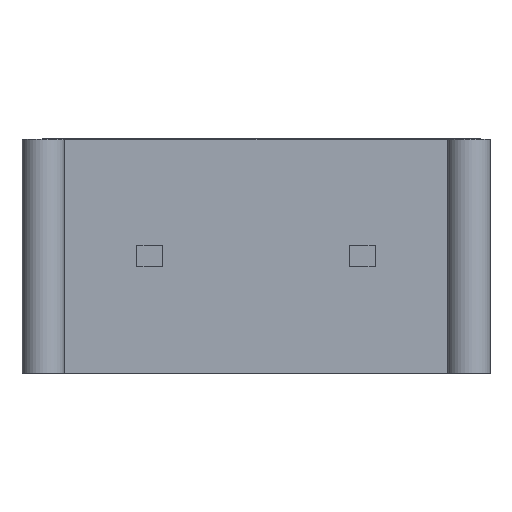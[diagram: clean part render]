
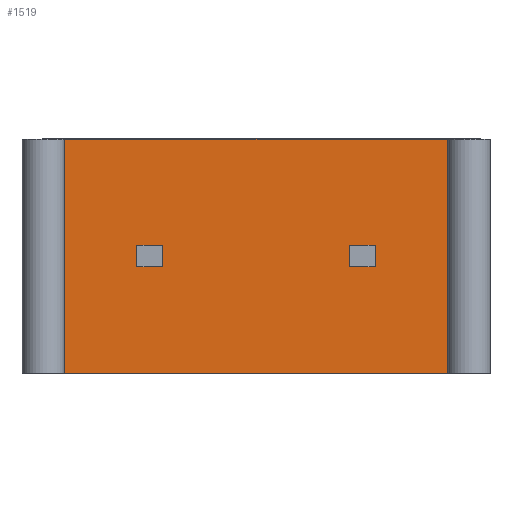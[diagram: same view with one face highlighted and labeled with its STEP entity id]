
A CAD part, front view. The second image highlights one B-rep face of the part: STEP entity #1519.
In plain terms, the highlighted planar face has unit normal (0, -1, 0).
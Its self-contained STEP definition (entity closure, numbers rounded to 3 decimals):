
#77 = VERTEX_POINT ( 'NONE', #404 ) ;
#100 = VERTEX_POINT ( 'NONE', #1937 ) ;
#142 = DIRECTION ( 'NONE',  ( 0., 1., 0. ) ) ;
#162 = CARTESIAN_POINT ( 'NONE',  ( 10., 0., 0. ) ) ;
#163 = PLANE ( 'NONE',  #2187 ) ;
#188 = EDGE_CURVE ( 'NONE', #2259, #816, #2303, .T. ) ;
#289 = CARTESIAN_POINT ( 'NONE',  ( 8.3, 0., 3. ) ) ;
#293 = LINE ( 'NONE', #2257, #438 ) ;
#304 = LINE ( 'NONE', #2545, #873 ) ;
#333 = CARTESIAN_POINT ( 'NONE',  ( 1., 0., 5.5 ) ) ;
#368 = DIRECTION ( 'NONE',  ( 0., 0., 1. ) ) ;
#404 = CARTESIAN_POINT ( 'NONE',  ( 10., 0., 0. ) ) ;
#438 = VECTOR ( 'NONE', #564, 1000. ) ;
#458 = DIRECTION ( 'NONE',  ( -1., 0., 0. ) ) ;
#564 = DIRECTION ( 'NONE',  ( 0., 0., -1. ) ) ;
#623 = VERTEX_POINT ( 'NONE', #1285 ) ;
#639 = CARTESIAN_POINT ( 'NONE',  ( 0., 0., 0. ) ) ;
#641 = EDGE_CURVE ( 'NONE', #1522, #2612, #304, .T. ) ;
#703 = CARTESIAN_POINT ( 'NONE',  ( 3.3, 0., 2.5 ) ) ;
#741 = DIRECTION ( 'NONE',  ( 1., 0., 0. ) ) ;
#778 = LINE ( 'NONE', #2728, #2675 ) ;
#807 = CARTESIAN_POINT ( 'NONE',  ( 10., 0., 5.5 ) ) ;
#816 = VERTEX_POINT ( 'NONE', #2251 ) ;
#819 = VECTOR ( 'NONE', #1252, 1000. ) ;
#873 = VECTOR ( 'NONE', #2120, 1000. ) ;
#874 = VERTEX_POINT ( 'NONE', #2271 ) ;
#888 = VECTOR ( 'NONE', #2499, 1000. ) ;
#895 = ORIENTED_EDGE ( 'NONE', *, *, #2015, .F. ) ;
#909 = DIRECTION ( 'NONE',  ( 1., 0., 0. ) ) ;
#948 = ORIENTED_EDGE ( 'NONE', *, *, #2295, .T. ) ;
#959 = VECTOR ( 'NONE', #1142, 1000. ) ;
#965 = CARTESIAN_POINT ( 'NONE',  ( 1., 0., 0. ) ) ;
#966 = VECTOR ( 'NONE', #741, 1000. ) ;
#992 = VERTEX_POINT ( 'NONE', #2009 ) ;
#1007 = ORIENTED_EDGE ( 'NONE', *, *, #1165, .T. ) ;
#1046 = CARTESIAN_POINT ( 'NONE',  ( 7.7, 0., 2.75 ) ) ;
#1094 = LINE ( 'NONE', #965, #1556 ) ;
#1103 = FACE_OUTER_BOUND ( 'NONE', #1623, .T. ) ;
#1122 = LINE ( 'NONE', #1240, #1157 ) ;
#1142 = DIRECTION ( 'NONE',  ( 1., 0., 0. ) ) ;
#1157 = VECTOR ( 'NONE', #1469, 1000. ) ;
#1165 = EDGE_CURVE ( 'NONE', #100, #2739, #1441, .T. ) ;
#1185 = CARTESIAN_POINT ( 'NONE',  ( 8.3, 0., 2.5 ) ) ;
#1240 = CARTESIAN_POINT ( 'NONE',  ( 8.3, 0., 2.5 ) ) ;
#1252 = DIRECTION ( 'NONE',  ( 0., 0., 1. ) ) ;
#1285 = CARTESIAN_POINT ( 'NONE',  ( 2.7, 0., 2.5 ) ) ;
#1293 = ORIENTED_EDGE ( 'NONE', *, *, #641, .F. ) ;
#1309 = EDGE_CURVE ( 'NONE', #2739, #874, #1696, .T. ) ;
#1346 = ORIENTED_EDGE ( 'NONE', *, *, #188, .F. ) ;
#1441 = LINE ( 'NONE', #1046, #1791 ) ;
#1469 = DIRECTION ( 'NONE',  ( 0., 0., -1. ) ) ;
#1485 = DIRECTION ( 'NONE',  ( 0., 0., 1. ) ) ;
#1519 = ADVANCED_FACE ( 'NONE', ( #2800, #1103, #1814 ), #163, .F. ) ;
#1522 = VERTEX_POINT ( 'NONE', #333 ) ;
#1532 = LINE ( 'NONE', #703, #959 ) ;
#1556 = VECTOR ( 'NONE', #2442, 1000. ) ;
#1570 = EDGE_LOOP ( 'NONE', ( #1346, #2253, #2208, #1693 ) ) ;
#1623 = EDGE_LOOP ( 'NONE', ( #948, #1293, #895, #1705 ) ) ;
#1672 = EDGE_CURVE ( 'NONE', #623, #992, #1532, .T. ) ;
#1693 = ORIENTED_EDGE ( 'NONE', *, *, #2134, .F. ) ;
#1696 = LINE ( 'NONE', #289, #966 ) ;
#1705 = ORIENTED_EDGE ( 'NONE', *, *, #1903, .T. ) ;
#1754 = VECTOR ( 'NONE', #909, 1000. ) ;
#1791 = VECTOR ( 'NONE', #1485, 1000. ) ;
#1797 = EDGE_LOOP ( 'NONE', ( #2517, #1007, #2330, #2196 ) ) ;
#1803 = LINE ( 'NONE', #162, #819 ) ;
#1814 = FACE_BOUND ( 'NONE', #1570, .T. ) ;
#1903 = EDGE_CURVE ( 'NONE', #2124, #77, #1940, .T. ) ;
#1937 = CARTESIAN_POINT ( 'NONE',  ( 7.7, 0., 2.5 ) ) ;
#1940 = LINE ( 'NONE', #639, #1754 ) ;
#2009 = CARTESIAN_POINT ( 'NONE',  ( 3.3, 0., 2.5 ) ) ;
#2015 = EDGE_CURVE ( 'NONE', #2124, #1522, #1094, .T. ) ;
#2047 = CARTESIAN_POINT ( 'NONE',  ( 7.7, 0., 3. ) ) ;
#2064 = DIRECTION ( 'NONE',  ( 0., 0., 1. ) ) ;
#2079 = CARTESIAN_POINT ( 'NONE',  ( 3.3, 0., 3. ) ) ;
#2120 = DIRECTION ( 'NONE',  ( 1., 0., 0. ) ) ;
#2124 = VERTEX_POINT ( 'NONE', #2706 ) ;
#2134 = EDGE_CURVE ( 'NONE', #816, #623, #293, .T. ) ;
#2187 = AXIS2_PLACEMENT_3D ( 'NONE', #2311, #142, #2064 ) ;
#2196 = ORIENTED_EDGE ( 'NONE', *, *, #2204, .T. ) ;
#2204 = EDGE_CURVE ( 'NONE', #874, #2560, #1122, .T. ) ;
#2208 = ORIENTED_EDGE ( 'NONE', *, *, #1672, .F. ) ;
#2234 = VECTOR ( 'NONE', #458, 1000. ) ;
#2251 = CARTESIAN_POINT ( 'NONE',  ( 2.7, 0., 3. ) ) ;
#2253 = ORIENTED_EDGE ( 'NONE', *, *, #2689, .F. ) ;
#2257 = CARTESIAN_POINT ( 'NONE',  ( 2.7, 0., 2.5 ) ) ;
#2259 = VERTEX_POINT ( 'NONE', #2079 ) ;
#2271 = CARTESIAN_POINT ( 'NONE',  ( 8.3, 0., 3. ) ) ;
#2295 = EDGE_CURVE ( 'NONE', #77, #2612, #1803, .T. ) ;
#2303 = LINE ( 'NONE', #2619, #2234 ) ;
#2311 = CARTESIAN_POINT ( 'NONE',  ( 0., 0., 5.5 ) ) ;
#2330 = ORIENTED_EDGE ( 'NONE', *, *, #1309, .T. ) ;
#2370 = EDGE_CURVE ( 'NONE', #2560, #100, #2715, .T. ) ;
#2442 = DIRECTION ( 'NONE',  ( 0., 0., 1. ) ) ;
#2499 = DIRECTION ( 'NONE',  ( -1., 0., 0. ) ) ;
#2509 = CARTESIAN_POINT ( 'NONE',  ( 7.7, 0., 2.5 ) ) ;
#2517 = ORIENTED_EDGE ( 'NONE', *, *, #2370, .T. ) ;
#2545 = CARTESIAN_POINT ( 'NONE',  ( 0., 0., 5.5 ) ) ;
#2560 = VERTEX_POINT ( 'NONE', #1185 ) ;
#2612 = VERTEX_POINT ( 'NONE', #807 ) ;
#2619 = CARTESIAN_POINT ( 'NONE',  ( 2.7, 0., 3. ) ) ;
#2675 = VECTOR ( 'NONE', #368, 1000. ) ;
#2689 = EDGE_CURVE ( 'NONE', #992, #2259, #778, .T. ) ;
#2706 = CARTESIAN_POINT ( 'NONE',  ( 1., 0., 0. ) ) ;
#2715 = LINE ( 'NONE', #2509, #888 ) ;
#2728 = CARTESIAN_POINT ( 'NONE',  ( 3.3, 0., 2.75 ) ) ;
#2739 = VERTEX_POINT ( 'NONE', #2047 ) ;
#2800 = FACE_BOUND ( 'NONE', #1797, .T. ) ;
